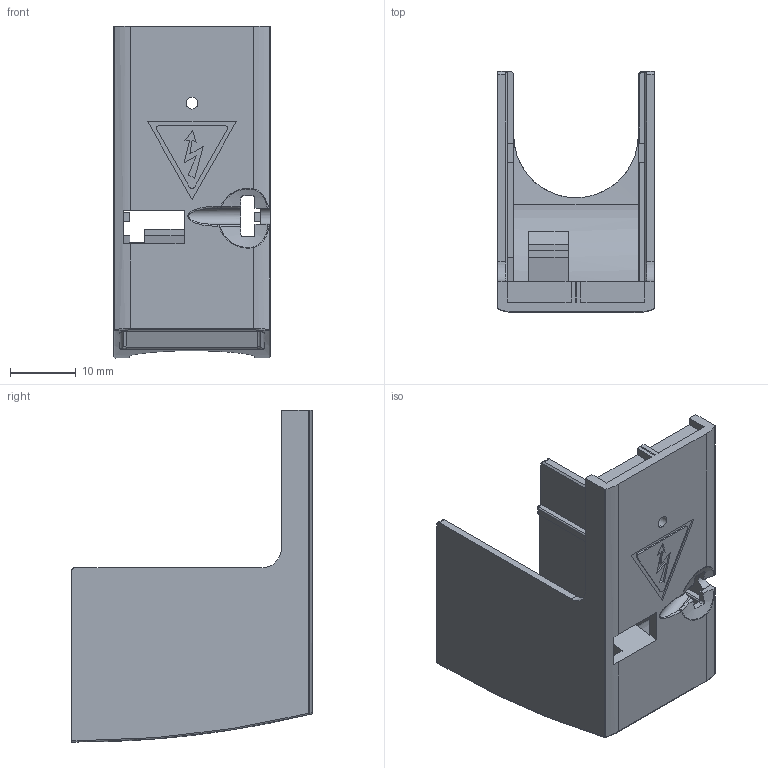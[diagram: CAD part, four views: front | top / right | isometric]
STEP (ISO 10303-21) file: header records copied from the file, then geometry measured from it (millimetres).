
FILE_DESCRIPTION (( 'STEP AP214' ), '1' );
FILE_NAME ('ZH37TS31.STEP', '2025-02-19T17:18:00', ( '' ), ( '' ), 'SwSTEP 2.0', 'SolidWorks 2022', '' );
FILE_SCHEMA (( 'AUTOMOTIVE_DESIGN' ));
Length unit declared in the file: millimetre
Products named in the file (1): ZH37TS31
Bounding box: 23.8 x 36.7 x 50.6 mm (x, y, z)
Volume: 5476.3 mm3; surface area: 7859.5 mm2
Topology: 1 solids, 2 shells, 186 faces, 501 edges, 319 vertices
Faces by surface type: plane 106, cylinder 49, torus 11, bspline 10, sphere 8, cone 2
Entity records: 6862 total; most frequent: CARTESIAN_POINT 2237, ORIENTED_EDGE 994, DIRECTION 920, EDGE_CURVE 497, LINE 324, VECTOR 324, VERTEX_POINT 317, AXIS2_PLACEMENT_3D 298
